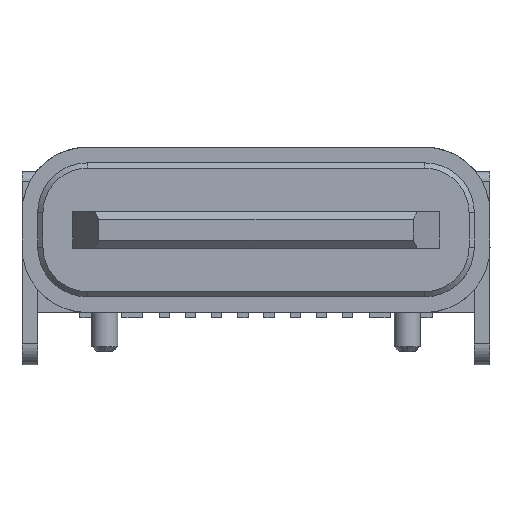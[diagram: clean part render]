
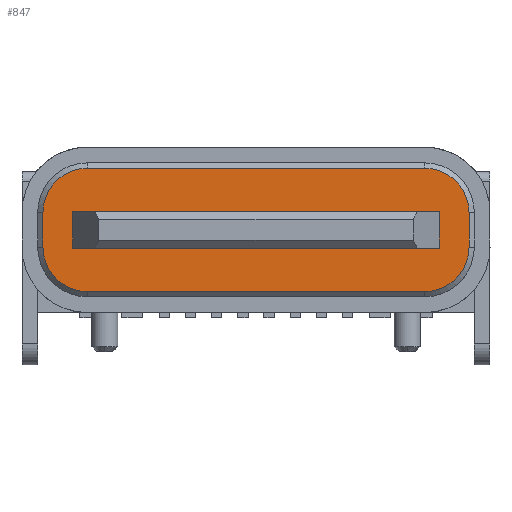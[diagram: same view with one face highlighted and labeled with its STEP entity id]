
A CAD part, front view. The second image highlights one B-rep face of the part: STEP entity #847.
In plain terms, the highlighted planar face has unit normal (0, -1, 0).
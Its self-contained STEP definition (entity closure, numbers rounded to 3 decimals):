
#68 = LINE ( 'NONE', #20090, #9087 ) ;
#198 = DIRECTION ( 'NONE',  ( 1., 0., 0. ) ) ;
#264 = ORIENTED_EDGE ( 'NONE', *, *, #19771, .T. ) ;
#674 = LINE ( 'NONE', #25720, #9752 ) ;
#847 = ADVANCED_FACE ( 'NONE', ( #4877, #10880 ), #7494, .T. ) ;
#1145 = VECTOR ( 'NONE', #5023, 1000. ) ;
#1356 = VERTEX_POINT ( 'NONE', #3494 ) ;
#1547 = CARTESIAN_POINT ( 'NONE',  ( -3.5, 1.165, -0.35 ) ) ;
#1719 = CARTESIAN_POINT ( 'NONE',  ( -4.07, 1.165, -0.33 ) ) ;
#1978 = CIRCLE ( 'NONE', #3637, 0.85 ) ;
#2202 = VECTOR ( 'NONE', #24875, 1000. ) ;
#2273 = VERTEX_POINT ( 'NONE', #19868 ) ;
#2316 = AXIS2_PLACEMENT_3D ( 'NONE', #17882, #25542, #15827 ) ;
#2332 = EDGE_CURVE ( 'NONE', #5566, #23882, #13785, .T. ) ;
#3053 = LINE ( 'NONE', #10637, #1145 ) ;
#3254 = CARTESIAN_POINT ( 'NONE',  ( 3.5, 1.165, -0.35 ) ) ;
#3386 = CARTESIAN_POINT ( 'NONE',  ( 3.22, 1.165, 1.18 ) ) ;
#3494 = CARTESIAN_POINT ( 'NONE',  ( -4.07, 1.165, 0.33 ) ) ;
#3609 = CARTESIAN_POINT ( 'NONE',  ( -3.5, 1.165, 0.35 ) ) ;
#3637 = AXIS2_PLACEMENT_3D ( 'NONE', #21923, #17790, #198 ) ;
#3885 = DIRECTION ( 'NONE',  ( 0., 0., -1. ) ) ;
#4138 = EDGE_CURVE ( 'NONE', #1356, #9633, #68, .T. ) ;
#4439 = DIRECTION ( 'NONE',  ( 0., -1., 0. ) ) ;
#4877 = FACE_OUTER_BOUND ( 'NONE', #6748, .T. ) ;
#4903 = VERTEX_POINT ( 'NONE', #16027 ) ;
#5023 = DIRECTION ( 'NONE',  ( 0., 0., 1. ) ) ;
#5041 = CARTESIAN_POINT ( 'NONE',  ( -3.5, 1.165, -0.35 ) ) ;
#5495 = ORIENTED_EDGE ( 'NONE', *, *, #7798, .T. ) ;
#5528 = AXIS2_PLACEMENT_3D ( 'NONE', #24694, #6764, #24452 ) ;
#5566 = VERTEX_POINT ( 'NONE', #23150 ) ;
#6331 = ORIENTED_EDGE ( 'NONE', *, *, #21767, .T. ) ;
#6348 = ORIENTED_EDGE ( 'NONE', *, *, #7577, .F. ) ;
#6389 = CARTESIAN_POINT ( 'NONE',  ( 3.5, 1.165, -0.35 ) ) ;
#6394 = VERTEX_POINT ( 'NONE', #9292 ) ;
#6589 = VERTEX_POINT ( 'NONE', #6389 ) ;
#6748 = EDGE_LOOP ( 'NONE', ( #6331, #5495, #12998, #16158, #13296, #264, #14791, #11518 ) ) ;
#6764 = DIRECTION ( 'NONE',  ( 0., -1., 0. ) ) ;
#6935 = VECTOR ( 'NONE', #24854, 1000. ) ;
#7133 = VECTOR ( 'NONE', #3885, 1000. ) ;
#7207 = DIRECTION ( 'NONE',  ( 0., -1., 0. ) ) ;
#7494 = PLANE ( 'NONE',  #2316 ) ;
#7577 = EDGE_CURVE ( 'NONE', #6589, #20398, #10716, .T. ) ;
#7798 = EDGE_CURVE ( 'NONE', #11099, #19401, #13429, .T. ) ;
#8991 = EDGE_CURVE ( 'NONE', #20398, #5566, #19470, .T. ) ;
#9087 = VECTOR ( 'NONE', #18040, 1000. ) ;
#9226 = ORIENTED_EDGE ( 'NONE', *, *, #8991, .F. ) ;
#9292 = CARTESIAN_POINT ( 'NONE',  ( -3.22, 1.165, 1.18 ) ) ;
#9436 = EDGE_CURVE ( 'NONE', #23882, #6589, #674, .T. ) ;
#9633 = VERTEX_POINT ( 'NONE', #1719 ) ;
#9752 = VECTOR ( 'NONE', #18503, 1000. ) ;
#9999 = ORIENTED_EDGE ( 'NONE', *, *, #9436, .F. ) ;
#10328 = CARTESIAN_POINT ( 'NONE',  ( 3.22, 1.165, 0.33 ) ) ;
#10637 = CARTESIAN_POINT ( 'NONE',  ( 4.07, 1.165, 0.33 ) ) ;
#10644 = EDGE_CURVE ( 'NONE', #12606, #6394, #20666, .T. ) ;
#10716 = LINE ( 'NONE', #3254, #2202 ) ;
#10772 = CARTESIAN_POINT ( 'NONE',  ( 3.22, 1.165, -1.18 ) ) ;
#10880 = FACE_BOUND ( 'NONE', #17173, .T. ) ;
#11099 = VERTEX_POINT ( 'NONE', #10772 ) ;
#11518 = ORIENTED_EDGE ( 'NONE', *, *, #22346, .T. ) ;
#11641 = DIRECTION ( 'NONE',  ( 1., 0., 0. ) ) ;
#11838 = DIRECTION ( 'NONE',  ( -1., 0., 0. ) ) ;
#12606 = VERTEX_POINT ( 'NONE', #3386 ) ;
#12998 = ORIENTED_EDGE ( 'NONE', *, *, #18575, .T. ) ;
#13281 = AXIS2_PLACEMENT_3D ( 'NONE', #25030, #7207, #11641 ) ;
#13296 = ORIENTED_EDGE ( 'NONE', *, *, #10644, .T. ) ;
#13429 = CIRCLE ( 'NONE', #5528, 0.85 ) ;
#13701 = DIRECTION ( 'NONE',  ( 1., 0., 0. ) ) ;
#13785 = LINE ( 'NONE', #1547, #7133 ) ;
#14791 = ORIENTED_EDGE ( 'NONE', *, *, #4138, .T. ) ;
#15248 = CARTESIAN_POINT ( 'NONE',  ( -3.22, 1.165, 1.18 ) ) ;
#15418 = CARTESIAN_POINT ( 'NONE',  ( 3.22, 1.165, -1.18 ) ) ;
#15684 = AXIS2_PLACEMENT_3D ( 'NONE', #10328, #4439, #21988 ) ;
#15827 = DIRECTION ( 'NONE',  ( 1., 0., 0. ) ) ;
#15974 = ORIENTED_EDGE ( 'NONE', *, *, #2332, .F. ) ;
#16027 = CARTESIAN_POINT ( 'NONE',  ( 4.07, 1.165, 0.33 ) ) ;
#16158 = ORIENTED_EDGE ( 'NONE', *, *, #21862, .T. ) ;
#16904 = CARTESIAN_POINT ( 'NONE',  ( 3.5, 1.165, 0.35 ) ) ;
#17173 = EDGE_LOOP ( 'NONE', ( #6348, #9999, #15974, #9226 ) ) ;
#17790 = DIRECTION ( 'NONE',  ( 0., -1., 0. ) ) ;
#17882 = CARTESIAN_POINT ( 'NONE',  ( 3.22, 1.165, 0.33 ) ) ;
#18040 = DIRECTION ( 'NONE',  ( 0., 0., -1. ) ) ;
#18137 = VECTOR ( 'NONE', #13701, 1000. ) ;
#18503 = DIRECTION ( 'NONE',  ( 1., 0., 0. ) ) ;
#18575 = EDGE_CURVE ( 'NONE', #19401, #4903, #3053, .T. ) ;
#19401 = VERTEX_POINT ( 'NONE', #20510 ) ;
#19470 = LINE ( 'NONE', #3609, #22986 ) ;
#19771 = EDGE_CURVE ( 'NONE', #6394, #1356, #24490, .T. ) ;
#19868 = CARTESIAN_POINT ( 'NONE',  ( -3.22, 1.165, -1.18 ) ) ;
#20090 = CARTESIAN_POINT ( 'NONE',  ( -4.07, 1.165, 0.33 ) ) ;
#20398 = VERTEX_POINT ( 'NONE', #16904 ) ;
#20510 = CARTESIAN_POINT ( 'NONE',  ( 4.07, 1.165, -0.33 ) ) ;
#20666 = LINE ( 'NONE', #15248, #6935 ) ;
#20957 = LINE ( 'NONE', #15418, #18137 ) ;
#21767 = EDGE_CURVE ( 'NONE', #2273, #11099, #20957, .T. ) ;
#21862 = EDGE_CURVE ( 'NONE', #4903, #12606, #25205, .T. ) ;
#21923 = CARTESIAN_POINT ( 'NONE',  ( -3.22, 1.165, -0.33 ) ) ;
#21988 = DIRECTION ( 'NONE',  ( 1., 0., 0. ) ) ;
#22346 = EDGE_CURVE ( 'NONE', #9633, #2273, #1978, .T. ) ;
#22986 = VECTOR ( 'NONE', #11838, 1000. ) ;
#23150 = CARTESIAN_POINT ( 'NONE',  ( -3.5, 1.165, 0.35 ) ) ;
#23882 = VERTEX_POINT ( 'NONE', #5041 ) ;
#24452 = DIRECTION ( 'NONE',  ( 1., 0., 0. ) ) ;
#24490 = CIRCLE ( 'NONE', #13281, 0.85 ) ;
#24694 = CARTESIAN_POINT ( 'NONE',  ( 3.22, 1.165, -0.33 ) ) ;
#24854 = DIRECTION ( 'NONE',  ( -1., 0., 0. ) ) ;
#24875 = DIRECTION ( 'NONE',  ( 0., 0., 1. ) ) ;
#25030 = CARTESIAN_POINT ( 'NONE',  ( -3.22, 1.165, 0.33 ) ) ;
#25205 = CIRCLE ( 'NONE', #15684, 0.85 ) ;
#25542 = DIRECTION ( 'NONE',  ( 0., -1., 0. ) ) ;
#25720 = CARTESIAN_POINT ( 'NONE',  ( -3.5, 1.165, -0.35 ) ) ;
